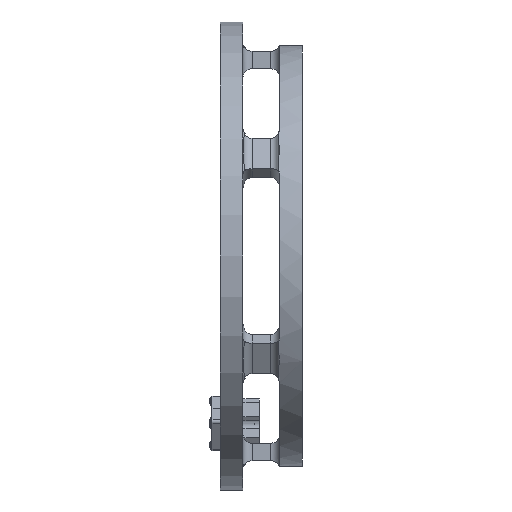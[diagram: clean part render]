
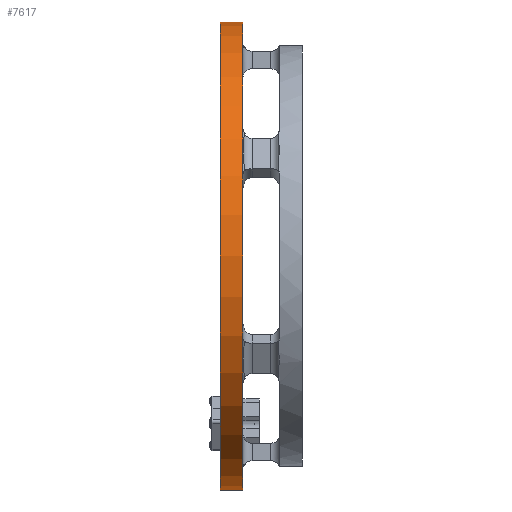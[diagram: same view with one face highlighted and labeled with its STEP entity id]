
A CAD part, left-side view. The second image highlights one B-rep face of the part: STEP entity #7617.
In plain terms, the highlighted cylindrical face has radius 127 mm (diameter 254 mm), a partial arc.
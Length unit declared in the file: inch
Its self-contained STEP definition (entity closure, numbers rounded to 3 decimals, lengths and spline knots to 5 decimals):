
#92 = ORIENTED_EDGE ( 'NONE', *, *, #15293, .T. ) ;
#361 = ORIENTED_EDGE ( 'NONE', *, *, #8375, .F. ) ;
#743 = DIRECTION ( 'NONE',  ( 0., 1., 0. ) ) ;
#1206 = CARTESIAN_POINT ( 'NONE',  ( 0., 1.75, -5. ) ) ;
#2006 = DIRECTION ( 'NONE',  ( 0., 0., 1. ) ) ;
#2199 = ORIENTED_EDGE ( 'NONE', *, *, #7936, .T. ) ;
#2851 = FACE_OUTER_BOUND ( 'NONE', #12680, .T. ) ;
#3694 = LINE ( 'NONE', #7400, #9368 ) ;
#3711 = DIRECTION ( 'NONE',  ( 0., 1., 0. ) ) ;
#4224 = AXIS2_PLACEMENT_3D ( 'NONE', #7265, #3711, #12072 ) ;
#4410 = VECTOR ( 'NONE', #9274, 39.37008 ) ;
#4675 = VERTEX_POINT ( 'NONE', #8337 ) ;
#4699 = ORIENTED_EDGE ( 'NONE', *, *, #7254, .F. ) ;
#5643 = CARTESIAN_POINT ( 'NONE',  ( 0., 1.75, -5. ) ) ;
#5986 = CIRCLE ( 'NONE', #11778, 5. ) ;
#6700 = VERTEX_POINT ( 'NONE', #7715 ) ;
#7254 = EDGE_CURVE ( 'NONE', #10604, #6700, #5986, .T. ) ;
#7265 = CARTESIAN_POINT ( 'NONE',  ( 0., 1.2685, 0. ) ) ;
#7400 = CARTESIAN_POINT ( 'NONE',  ( 0., 1.75, 5. ) ) ;
#7617 = ADVANCED_FACE ( 'NONE', ( #2851 ), #10185, .T. ) ;
#7715 = CARTESIAN_POINT ( 'NONE',  ( 0., 1.75, 5. ) ) ;
#7757 = DIRECTION ( 'NONE',  ( 0., -1., 0. ) ) ;
#7768 = CIRCLE ( 'NONE', #4224, 5. ) ;
#7788 = VERTEX_POINT ( 'NONE', #8297 ) ;
#7835 = CARTESIAN_POINT ( 'NONE',  ( 0., 1.75, 0. ) ) ;
#7936 = EDGE_CURVE ( 'NONE', #7788, #4675, #7768, .T. ) ;
#8297 = CARTESIAN_POINT ( 'NONE',  ( 0., 1.2685, -5. ) ) ;
#8337 = CARTESIAN_POINT ( 'NONE',  ( 0., 1.2685, 5. ) ) ;
#8375 = EDGE_CURVE ( 'NONE', #6700, #4675, #3694, .T. ) ;
#8512 = DIRECTION ( 'NONE',  ( 0., -1., 0. ) ) ;
#9274 = DIRECTION ( 'NONE',  ( 0., -1., 0. ) ) ;
#9368 = VECTOR ( 'NONE', #8512, 39.37008 ) ;
#10185 = CYLINDRICAL_SURFACE ( 'NONE', #11518, 5. ) ;
#10604 = VERTEX_POINT ( 'NONE', #1206 ) ;
#11493 = LINE ( 'NONE', #5643, #4410 ) ;
#11518 = AXIS2_PLACEMENT_3D ( 'NONE', #7835, #7757, #12632 ) ;
#11778 = AXIS2_PLACEMENT_3D ( 'NONE', #14937, #743, #2006 ) ;
#12072 = DIRECTION ( 'NONE',  ( 0., 0., 1. ) ) ;
#12632 = DIRECTION ( 'NONE',  ( 0., 0., -1. ) ) ;
#12680 = EDGE_LOOP ( 'NONE', ( #361, #4699, #92, #2199 ) ) ;
#14937 = CARTESIAN_POINT ( 'NONE',  ( 0., 1.75, 0. ) ) ;
#15293 = EDGE_CURVE ( 'NONE', #10604, #7788, #11493, .T. ) ;
